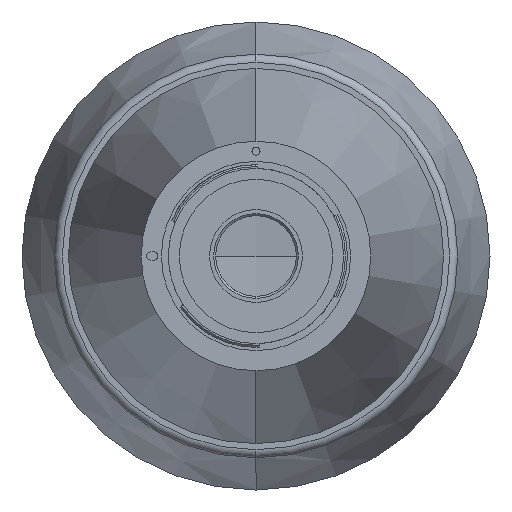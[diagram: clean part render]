
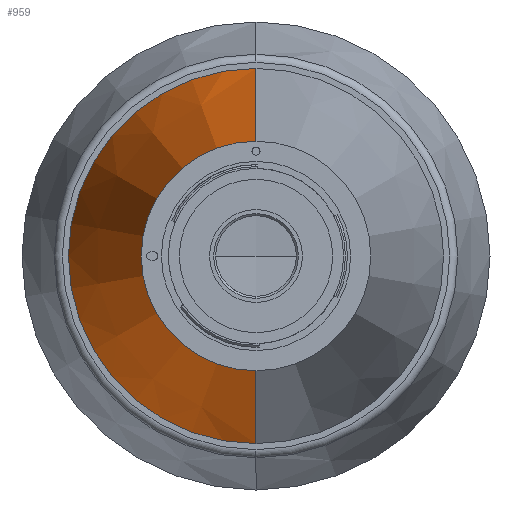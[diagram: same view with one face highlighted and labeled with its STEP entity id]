
A CAD part, left-side view. The second image highlights one B-rep face of the part: STEP entity #959.
In plain terms, the highlighted conical face has half-angle 13.358 degrees and reference radius 46.5 mm.
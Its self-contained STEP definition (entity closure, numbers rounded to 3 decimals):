
#142 = AXIS2_PLACEMENT_3D ( 'NONE', #4202, #877, #3414 ) ;
#180 = CIRCLE ( 'NONE', #1799, 46.5 ) ;
#187 = CARTESIAN_POINT ( 'NONE',  ( 207.341, 0., 46.5 ) ) ;
#395 = EDGE_LOOP ( 'NONE', ( #3390, #695, #5297, #5425 ) ) ;
#428 = DIRECTION ( 'NONE',  ( 0., 0., -1. ) ) ;
#469 = VERTEX_POINT ( 'NONE', #3259 ) ;
#695 = ORIENTED_EDGE ( 'NONE', *, *, #882, .T. ) ;
#749 = FACE_OUTER_BOUND ( 'NONE', #395, .T. ) ;
#825 = VECTOR ( 'NONE', #5392, 1000. ) ;
#839 = CIRCLE ( 'NONE', #2074, 19.441 ) ;
#877 = DIRECTION ( 'NONE',  ( 1., 0., 0. ) ) ;
#882 = EDGE_CURVE ( 'NONE', #469, #2366, #2247, .T. ) ;
#959 = ADVANCED_FACE ( 'NONE', ( #749 ), #1405, .T. ) ;
#1015 = CARTESIAN_POINT ( 'NONE',  ( 207.341, 0., -46.5 ) ) ;
#1295 = EDGE_CURVE ( 'NONE', #5554, #469, #839, .T. ) ;
#1405 = CONICAL_SURFACE ( 'NONE', #142, 46.5, 0.233 ) ;
#1799 = AXIS2_PLACEMENT_3D ( 'NONE', #1804, #5082, #2299 ) ;
#1804 = CARTESIAN_POINT ( 'NONE',  ( 207.341, 0., 0. ) ) ;
#1841 = EDGE_CURVE ( 'NONE', #5554, #3064, #2106, .T. ) ;
#1936 = VECTOR ( 'NONE', #2104, 1000. ) ;
#2074 = AXIS2_PLACEMENT_3D ( 'NONE', #6028, #3271, #428 ) ;
#2104 = DIRECTION ( 'NONE',  ( 0.973, 0., 0.231 ) ) ;
#2106 = LINE ( 'NONE', #4004, #825 ) ;
#2247 = LINE ( 'NONE', #187, #1936 ) ;
#2299 = DIRECTION ( 'NONE',  ( 0., 0., 1. ) ) ;
#2366 = VERTEX_POINT ( 'NONE', #2408 ) ;
#2369 = CARTESIAN_POINT ( 'NONE',  ( 93.392, 0., -19.441 ) ) ;
#2408 = CARTESIAN_POINT ( 'NONE',  ( 207.341, 0., 46.5 ) ) ;
#3064 = VERTEX_POINT ( 'NONE', #1015 ) ;
#3259 = CARTESIAN_POINT ( 'NONE',  ( 93.392, 0., 19.441 ) ) ;
#3271 = DIRECTION ( 'NONE',  ( 1., 0., 0. ) ) ;
#3390 = ORIENTED_EDGE ( 'NONE', *, *, #1295, .T. ) ;
#3414 = DIRECTION ( 'NONE',  ( 0., 0., -1. ) ) ;
#4004 = CARTESIAN_POINT ( 'NONE',  ( 207.341, 0., -46.5 ) ) ;
#4202 = CARTESIAN_POINT ( 'NONE',  ( 207.341, 0., 0. ) ) ;
#4415 = EDGE_CURVE ( 'NONE', #2366, #3064, #180, .T. ) ;
#5082 = DIRECTION ( 'NONE',  ( -1., 0., 0. ) ) ;
#5297 = ORIENTED_EDGE ( 'NONE', *, *, #4415, .T. ) ;
#5392 = DIRECTION ( 'NONE',  ( 0.973, 0., -0.231 ) ) ;
#5425 = ORIENTED_EDGE ( 'NONE', *, *, #1841, .F. ) ;
#5554 = VERTEX_POINT ( 'NONE', #2369 ) ;
#6028 = CARTESIAN_POINT ( 'NONE',  ( 93.392, 0., 0. ) ) ;
